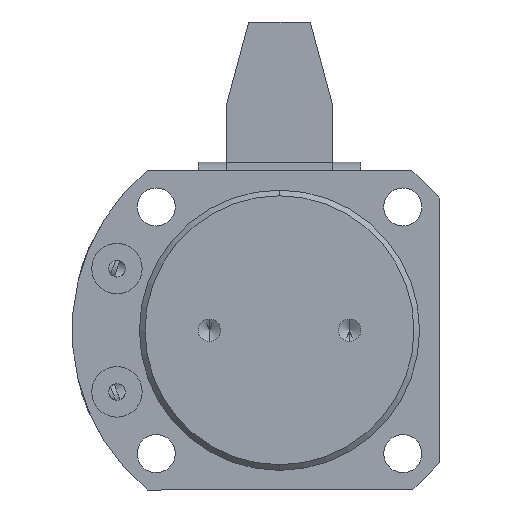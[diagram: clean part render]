
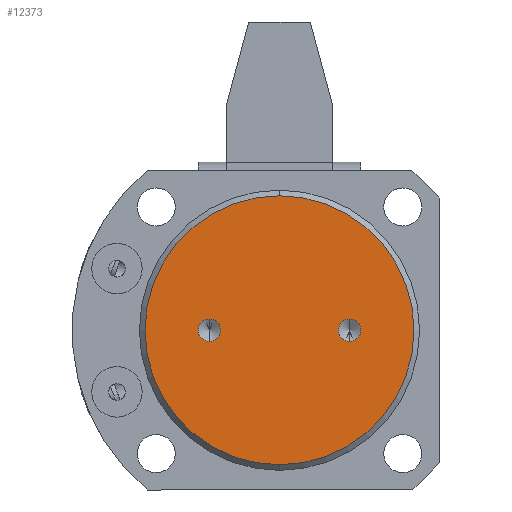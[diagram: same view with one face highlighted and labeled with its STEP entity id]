
A CAD part, front view. The second image highlights one B-rep face of the part: STEP entity #12373.
In plain terms, the highlighted planar face has unit normal (0, -1, 0).
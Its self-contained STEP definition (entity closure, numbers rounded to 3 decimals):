
#93 = CIRCLE ( 'NONE', #13984, 2. ) ;
#123 = DIRECTION ( 'NONE',  ( 0., 0., -1. ) ) ;
#411 = EDGE_CURVE ( 'NONE', #8029, #8676, #8003, .T. ) ;
#479 = ORIENTED_EDGE ( 'NONE', *, *, #2236, .T. ) ;
#761 = CARTESIAN_POINT ( 'NONE',  ( -12.5, -60., 0. ) ) ;
#1385 = CARTESIAN_POINT ( 'NONE',  ( 12.5, -60., -2. ) ) ;
#1607 = CARTESIAN_POINT ( 'NONE',  ( 0., -60., 0. ) ) ;
#1655 = FACE_OUTER_BOUND ( 'NONE', #12296, .T. ) ;
#1747 = CARTESIAN_POINT ( 'NONE',  ( 0., -60., 0. ) ) ;
#1836 = DIRECTION ( 'NONE',  ( 0., 0., -1. ) ) ;
#2057 = AXIS2_PLACEMENT_3D ( 'NONE', #761, #8536, #1836 ) ;
#2068 = CARTESIAN_POINT ( 'NONE',  ( 12.5, -60., 0. ) ) ;
#2236 = EDGE_CURVE ( 'NONE', #9141, #12168, #4925, .T. ) ;
#2701 = DIRECTION ( 'NONE',  ( 0., 0., 1. ) ) ;
#2855 = DIRECTION ( 'NONE',  ( 0., 0., 1. ) ) ;
#3005 = CIRCLE ( 'NONE', #5325, 24. ) ;
#3212 = DIRECTION ( 'NONE',  ( 0., 0., 1. ) ) ;
#3515 = CARTESIAN_POINT ( 'NONE',  ( 0., -60., -24. ) ) ;
#3918 = FACE_BOUND ( 'NONE', #6387, .T. ) ;
#4455 = PLANE ( 'NONE',  #11956 ) ;
#4619 = FACE_BOUND ( 'NONE', #5342, .T. ) ;
#4925 = CIRCLE ( 'NONE', #6553, 2. ) ;
#4981 = VERTEX_POINT ( 'NONE', #11967 ) ;
#5122 = CARTESIAN_POINT ( 'NONE',  ( -12.5, -60., 2. ) ) ;
#5308 = EDGE_CURVE ( 'NONE', #4981, #7507, #9017, .T. ) ;
#5325 = AXIS2_PLACEMENT_3D ( 'NONE', #1747, #9569, #2855 ) ;
#5328 = AXIS2_PLACEMENT_3D ( 'NONE', #1607, #9424, #2701 ) ;
#5342 = EDGE_LOOP ( 'NONE', ( #479, #6703 ) ) ;
#5475 = EDGE_CURVE ( 'NONE', #12168, #9141, #13436, .T. ) ;
#6012 = ORIENTED_EDGE ( 'NONE', *, *, #7907, .T. ) ;
#6387 = EDGE_LOOP ( 'NONE', ( #7839, #6012 ) ) ;
#6553 = AXIS2_PLACEMENT_3D ( 'NONE', #11433, #11381, #11368 ) ;
#6703 = ORIENTED_EDGE ( 'NONE', *, *, #5475, .T. ) ;
#6735 = DIRECTION ( 'NONE',  ( 0., -1., 0. ) ) ;
#7186 = CARTESIAN_POINT ( 'NONE',  ( 12.5, -60., 0. ) ) ;
#7252 = DIRECTION ( 'NONE',  ( 0., 1., 0. ) ) ;
#7507 = VERTEX_POINT ( 'NONE', #3515 ) ;
#7839 = ORIENTED_EDGE ( 'NONE', *, *, #411, .T. ) ;
#7907 = EDGE_CURVE ( 'NONE', #8676, #8029, #93, .T. ) ;
#7914 = DIRECTION ( 'NONE',  ( 0., 0., 1. ) ) ;
#8003 = CIRCLE ( 'NONE', #13908, 2. ) ;
#8029 = VERTEX_POINT ( 'NONE', #10187 ) ;
#8107 = EDGE_CURVE ( 'NONE', #7507, #4981, #3005, .T. ) ;
#8536 = DIRECTION ( 'NONE',  ( 0., 1., 0. ) ) ;
#8676 = VERTEX_POINT ( 'NONE', #1385 ) ;
#9017 = CIRCLE ( 'NONE', #5328, 24. ) ;
#9141 = VERTEX_POINT ( 'NONE', #10419 ) ;
#9424 = DIRECTION ( 'NONE',  ( 0., 1., 0. ) ) ;
#9569 = DIRECTION ( 'NONE',  ( 0., 1., 0. ) ) ;
#9907 = DIRECTION ( 'NONE',  ( 0., 1., 0. ) ) ;
#10187 = CARTESIAN_POINT ( 'NONE',  ( 12.5, -60., 2. ) ) ;
#10419 = CARTESIAN_POINT ( 'NONE',  ( -12.5, -60., -2. ) ) ;
#11368 = DIRECTION ( 'NONE',  ( 0., 0., -1. ) ) ;
#11381 = DIRECTION ( 'NONE',  ( 0., 1., 0. ) ) ;
#11433 = CARTESIAN_POINT ( 'NONE',  ( -12.5, -60., 0. ) ) ;
#11444 = ORIENTED_EDGE ( 'NONE', *, *, #8107, .F. ) ;
#11956 = AXIS2_PLACEMENT_3D ( 'NONE', #13340, #6735, #123 ) ;
#11967 = CARTESIAN_POINT ( 'NONE',  ( 0., -60., 24. ) ) ;
#12168 = VERTEX_POINT ( 'NONE', #5122 ) ;
#12296 = EDGE_LOOP ( 'NONE', ( #12840, #11444 ) ) ;
#12373 = ADVANCED_FACE ( 'NONE', ( #1655, #3918, #4619 ), #4455, .T. ) ;
#12840 = ORIENTED_EDGE ( 'NONE', *, *, #5308, .F. ) ;
#13340 = CARTESIAN_POINT ( 'NONE',  ( 0., -60., 0. ) ) ;
#13436 = CIRCLE ( 'NONE', #2057, 2. ) ;
#13908 = AXIS2_PLACEMENT_3D ( 'NONE', #7186, #7252, #7914 ) ;
#13984 = AXIS2_PLACEMENT_3D ( 'NONE', #2068, #9907, #3212 ) ;
